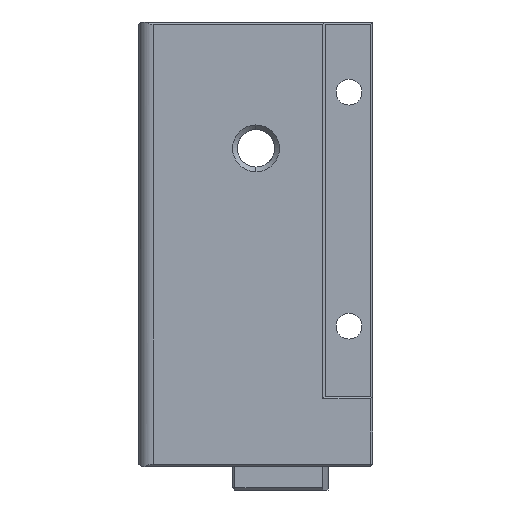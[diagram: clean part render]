
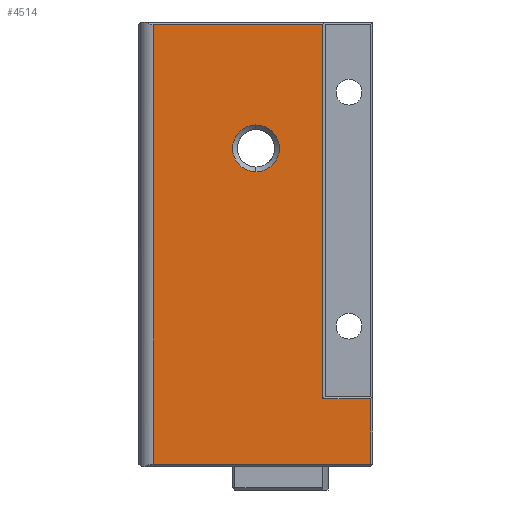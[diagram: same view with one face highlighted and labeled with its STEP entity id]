
A CAD part, left-side view. The second image highlights one B-rep face of the part: STEP entity #4514.
In plain terms, the highlighted planar face has unit normal (-1, 0, 0).
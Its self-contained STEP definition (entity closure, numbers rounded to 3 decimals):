
#123 = DIRECTION ( 'NONE',  ( 0., 0., -1. ) ) ;
#332 = AXIS2_PLACEMENT_3D ( 'NONE', #4004, #3002, #5999 ) ;
#377 = CARTESIAN_POINT ( 'NONE',  ( -25., 0., 68. ) ) ;
#392 = ORIENTED_EDGE ( 'NONE', *, *, #6294, .T. ) ;
#405 = VERTEX_POINT ( 'NONE', #6042 ) ;
#728 = DIRECTION ( 'NONE',  ( 0., 0., 1. ) ) ;
#892 = CIRCLE ( 'NONE', #1951, 5. ) ;
#934 = VERTEX_POINT ( 'NONE', #3777 ) ;
#1082 = EDGE_LOOP ( 'NONE', ( #4845, #392 ) ) ;
#1138 = ORIENTED_EDGE ( 'NONE', *, *, #3491, .T. ) ;
#1272 = EDGE_CURVE ( 'NONE', #3325, #934, #4296, .T. ) ;
#1312 = CARTESIAN_POINT ( 'NONE',  ( -25., 25., 99.5 ) ) ;
#1653 = DIRECTION ( 'NONE',  ( 0., 1., 0. ) ) ;
#1684 = DIRECTION ( 'NONE',  ( 1., 0., 0. ) ) ;
#1765 = DIRECTION ( 'NONE',  ( 0., -1., 0. ) ) ;
#1872 = EDGE_CURVE ( 'NONE', #405, #4253, #892, .T. ) ;
#1947 = VECTOR ( 'NONE', #728, 1000. ) ;
#1951 = AXIS2_PLACEMENT_3D ( 'NONE', #3057, #5116, #2005 ) ;
#2005 = DIRECTION ( 'NONE',  ( 0., 1., 0. ) ) ;
#2081 = EDGE_CURVE ( 'NONE', #934, #4074, #3825, .T. ) ;
#2093 = CARTESIAN_POINT ( 'NONE',  ( -25., 22., 5.5 ) ) ;
#2177 = PLANE ( 'NONE',  #3978 ) ;
#2246 = ORIENTED_EDGE ( 'NONE', *, *, #5669, .T. ) ;
#2389 = VERTEX_POINT ( 'NONE', #2093 ) ;
#2528 = VECTOR ( 'NONE', #123, 1000. ) ;
#2809 = ORIENTED_EDGE ( 'NONE', *, *, #2081, .T. ) ;
#3002 = DIRECTION ( 'NONE',  ( 1., 0., 0. ) ) ;
#3057 = CARTESIAN_POINT ( 'NONE',  ( -25., 0., 73. ) ) ;
#3060 = VECTOR ( 'NONE', #3133, 1000. ) ;
#3133 = DIRECTION ( 'NONE',  ( 0., 0., 1. ) ) ;
#3210 = LINE ( 'NONE', #4149, #6162 ) ;
#3325 = VERTEX_POINT ( 'NONE', #5743 ) ;
#3434 = ORIENTED_EDGE ( 'NONE', *, *, #5432, .T. ) ;
#3444 = LINE ( 'NONE', #5465, #3690 ) ;
#3491 = EDGE_CURVE ( 'NONE', #2389, #4887, #3210, .T. ) ;
#3572 = LINE ( 'NONE', #4700, #2528 ) ;
#3593 = CARTESIAN_POINT ( 'NONE',  ( -25., -24.5, 100. ) ) ;
#3690 = VECTOR ( 'NONE', #4975, 1000. ) ;
#3777 = CARTESIAN_POINT ( 'NONE',  ( -25., -14.246, 99.5 ) ) ;
#3825 = LINE ( 'NONE', #1312, #6455 ) ;
#3978 = AXIS2_PLACEMENT_3D ( 'NONE', #4205, #1684, #1653 ) ;
#4004 = CARTESIAN_POINT ( 'NONE',  ( -25., 0., 73. ) ) ;
#4015 = EDGE_LOOP ( 'NONE', ( #2809, #2246, #1138, #6077, #3434, #6138 ) ) ;
#4031 = CARTESIAN_POINT ( 'NONE',  ( -25., -24.5, 5.5 ) ) ;
#4074 = VERTEX_POINT ( 'NONE', #4259 ) ;
#4105 = LINE ( 'NONE', #3593, #3060 ) ;
#4149 = CARTESIAN_POINT ( 'NONE',  ( -25., -25., 5.5 ) ) ;
#4153 = VERTEX_POINT ( 'NONE', #4642 ) ;
#4205 = CARTESIAN_POINT ( 'NONE',  ( -25., 25., 100. ) ) ;
#4253 = VERTEX_POINT ( 'NONE', #377 ) ;
#4259 = CARTESIAN_POINT ( 'NONE',  ( -25., 22., 99.5 ) ) ;
#4296 = LINE ( 'NONE', #5770, #1947 ) ;
#4514 = ADVANCED_FACE ( 'NONE', ( #5558, #5258 ), #2177, .F. ) ;
#4551 = CIRCLE ( 'NONE', #332, 5. ) ;
#4642 = CARTESIAN_POINT ( 'NONE',  ( -25., -24.5, 19.5 ) ) ;
#4700 = CARTESIAN_POINT ( 'NONE',  ( -25., 22., 100. ) ) ;
#4845 = ORIENTED_EDGE ( 'NONE', *, *, #1872, .T. ) ;
#4853 = DIRECTION ( 'NONE',  ( 0., 1., 0. ) ) ;
#4887 = VERTEX_POINT ( 'NONE', #4031 ) ;
#4975 = DIRECTION ( 'NONE',  ( 0., 1., 0. ) ) ;
#5116 = DIRECTION ( 'NONE',  ( 1., 0., 0. ) ) ;
#5258 = FACE_OUTER_BOUND ( 'NONE', #4015, .T. ) ;
#5432 = EDGE_CURVE ( 'NONE', #4153, #3325, #3444, .T. ) ;
#5465 = CARTESIAN_POINT ( 'NONE',  ( -25., 25., 19.5 ) ) ;
#5558 = FACE_BOUND ( 'NONE', #1082, .T. ) ;
#5669 = EDGE_CURVE ( 'NONE', #4074, #2389, #3572, .T. ) ;
#5743 = CARTESIAN_POINT ( 'NONE',  ( -25., -14.246, 19.5 ) ) ;
#5770 = CARTESIAN_POINT ( 'NONE',  ( -25., -14.246, 100. ) ) ;
#5999 = DIRECTION ( 'NONE',  ( 0., 1., 0. ) ) ;
#6042 = CARTESIAN_POINT ( 'NONE',  ( -25., 0., 78. ) ) ;
#6077 = ORIENTED_EDGE ( 'NONE', *, *, #6134, .T. ) ;
#6134 = EDGE_CURVE ( 'NONE', #4887, #4153, #4105, .T. ) ;
#6138 = ORIENTED_EDGE ( 'NONE', *, *, #1272, .T. ) ;
#6162 = VECTOR ( 'NONE', #1765, 1000. ) ;
#6294 = EDGE_CURVE ( 'NONE', #4253, #405, #4551, .T. ) ;
#6455 = VECTOR ( 'NONE', #4853, 1000. ) ;
